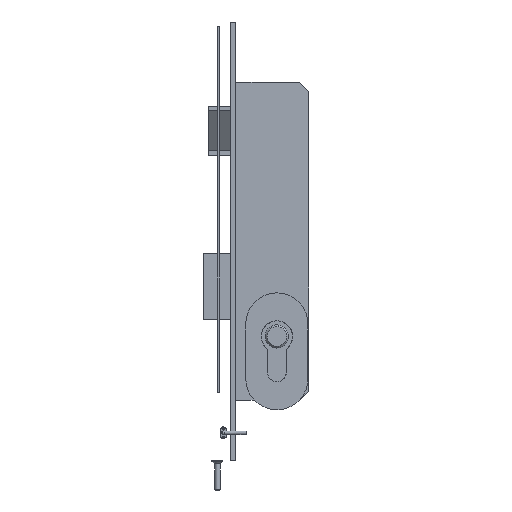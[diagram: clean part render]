
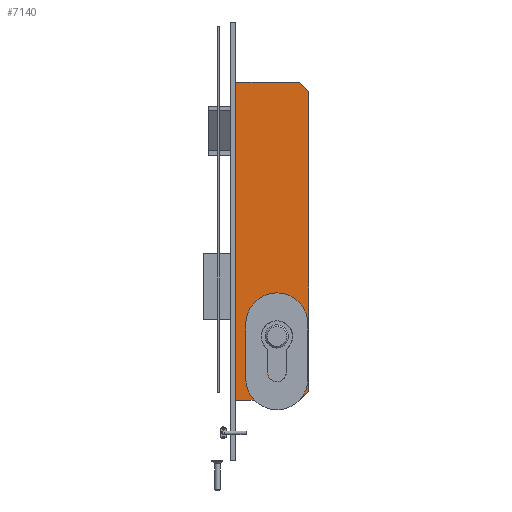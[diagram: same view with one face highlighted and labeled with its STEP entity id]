
A CAD part, front view. The second image highlights one B-rep face of the part: STEP entity #7140.
In plain terms, the highlighted planar face has unit normal (0, -1, 0).
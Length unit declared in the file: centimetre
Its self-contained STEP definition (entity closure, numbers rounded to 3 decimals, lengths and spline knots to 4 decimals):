
#384=PLANE('',#7611);
#652=FACE_OUTER_BOUND('',#1081,.T.);
#1081=EDGE_LOOP('',(#5033,#5034,#5035,#5036,#5037,#5038));
#1590=LINE('',#10539,#2308);
#1592=LINE('',#10543,#2310);
#1595=LINE('',#10549,#2313);
#1596=LINE('',#10551,#2314);
#1597=LINE('',#10553,#2315);
#1598=LINE('',#10554,#2316);
#2308=VECTOR('',#8380,10.);
#2310=VECTOR('',#8384,10.);
#2313=VECTOR('',#8389,10.);
#2314=VECTOR('',#8390,10.);
#2315=VECTOR('',#8391,10.);
#2316=VECTOR('',#8392,10.);
#3285=VERTEX_POINT('',#10536);
#3286=VERTEX_POINT('',#10538);
#3287=VERTEX_POINT('',#10542);
#3289=VERTEX_POINT('',#10548);
#3290=VERTEX_POINT('',#10550);
#3291=VERTEX_POINT('',#10552);
#3978=EDGE_CURVE('',#3285,#3286,#1590,.T.);
#3980=EDGE_CURVE('',#3287,#3286,#1592,.T.);
#3983=EDGE_CURVE('',#3285,#3289,#1595,.T.);
#3984=EDGE_CURVE('',#3290,#3289,#1596,.T.);
#3985=EDGE_CURVE('',#3290,#3291,#1597,.T.);
#3986=EDGE_CURVE('',#3287,#3291,#1598,.T.);
#5033=ORIENTED_EDGE('',*,*,#3978,.F.);
#5034=ORIENTED_EDGE('',*,*,#3983,.T.);
#5035=ORIENTED_EDGE('',*,*,#3984,.F.);
#5036=ORIENTED_EDGE('',*,*,#3985,.T.);
#5037=ORIENTED_EDGE('',*,*,#3986,.F.);
#5038=ORIENTED_EDGE('',*,*,#3980,.T.);
#7140=ADVANCED_FACE('',(#652),#384,.F.);
#7611=AXIS2_PLACEMENT_3D('',#10547,#8387,#8388);
#8380=DIRECTION('',(-0.707,0.,-0.707));
#8384=DIRECTION('',(1.,0.,0.));
#8387=DIRECTION('center_axis',(0.,1.,0.));
#8388=DIRECTION('ref_axis',(0.,0.,
1.));
#8389=DIRECTION('',(0.,0.,1.));
#8390=DIRECTION('',(0.707,0.,-0.707));
#8391=DIRECTION('',(-1.,0.,0.));
#8392=DIRECTION('',(0.,0.,1.));
#10536=CARTESIAN_POINT('',(500.,50.,380.));
#10538=CARTESIAN_POINT('',(450.,50.,330.));
#10539=CARTESIAN_POINT('',(470.,50.,350.));
#10542=CARTESIAN_POINT('',(100.,50.,330.));
#10543=CARTESIAN_POINT('',(130.,50.,330.));
#10547=CARTESIAN_POINT('Origin',(465.,50.,320.));
#10548=CARTESIAN_POINT('',(500.,50.,2020.));
#10549=CARTESIAN_POINT('',(500.,50.,305.));
#10550=CARTESIAN_POINT('',(450.,50.,2070.));
#10551=CARTESIAN_POINT('',(910.,50.,1610.));
#10552=CARTESIAN_POINT('',(100.,50.,2070.));
#10553=CARTESIAN_POINT('',(130.,50.,2070.));
#10554=CARTESIAN_POINT('',(100.,50.,320.));
